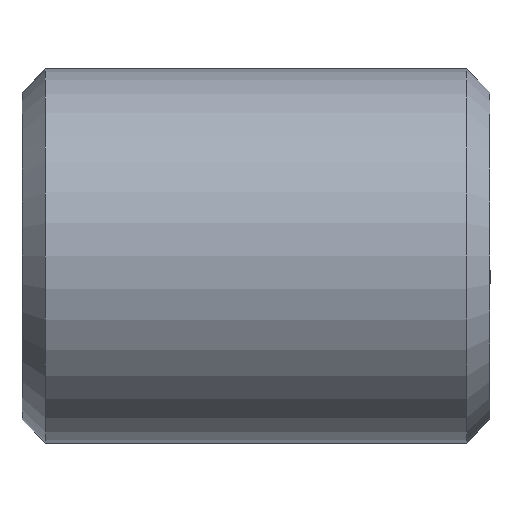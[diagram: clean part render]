
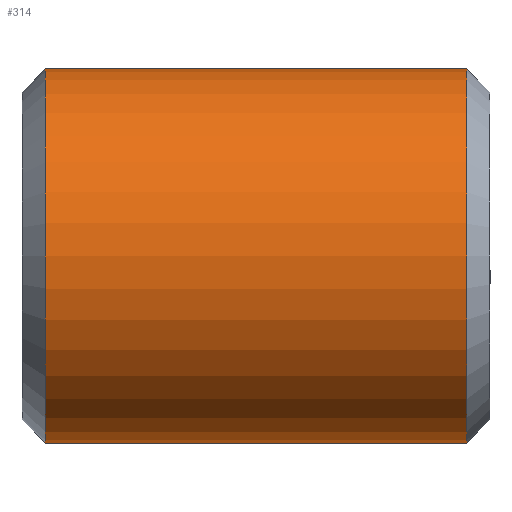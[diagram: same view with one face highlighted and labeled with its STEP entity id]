
A CAD part, front view. The second image highlights one B-rep face of the part: STEP entity #314.
In plain terms, the highlighted cylindrical face has radius 4 mm (diameter 8 mm), a partial arc.
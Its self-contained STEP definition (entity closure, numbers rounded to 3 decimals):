
#6 = AXIS2_PLACEMENT_3D ( 'NONE', #546, #219, #163 ) ;
#20 = DIRECTION ( 'NONE',  ( -1., 0., 0. ) ) ;
#31 = DIRECTION ( 'NONE',  ( 0., 0., 1. ) ) ;
#55 = VERTEX_POINT ( 'NONE', #462 ) ;
#61 = CIRCLE ( 'NONE', #6, 4. ) ;
#86 = VECTOR ( 'NONE', #271, 1000. ) ;
#116 = ORIENTED_EDGE ( 'NONE', *, *, #537, .T. ) ;
#133 = DIRECTION ( 'NONE',  ( -1., 0., 0. ) ) ;
#154 = LINE ( 'NONE', #229, #86 ) ;
#163 = DIRECTION ( 'NONE',  ( 0., 0., -1. ) ) ;
#164 = CIRCLE ( 'NONE', #392, 4. ) ;
#167 = CARTESIAN_POINT ( 'NONE',  ( -7.531, 0., 0. ) ) ;
#170 = CARTESIAN_POINT ( 'NONE',  ( 4.5, 0., -4. ) ) ;
#171 = ORIENTED_EDGE ( 'NONE', *, *, #292, .F. ) ;
#182 = VERTEX_POINT ( 'NONE', #170 ) ;
#185 = LINE ( 'NONE', #207, #249 ) ;
#190 = VERTEX_POINT ( 'NONE', #458 ) ;
#207 = CARTESIAN_POINT ( 'NONE',  ( -7.531, 0., -4. ) ) ;
#208 = DIRECTION ( 'NONE',  ( -1., 0., 0. ) ) ;
#211 = CARTESIAN_POINT ( 'NONE',  ( 4.5, 0., 0. ) ) ;
#219 = DIRECTION ( 'NONE',  ( 1., 0., 0. ) ) ;
#229 = CARTESIAN_POINT ( 'NONE',  ( -7.531, 0., 4. ) ) ;
#231 = CARTESIAN_POINT ( 'NONE',  ( 4.5, 0., 4. ) ) ;
#249 = VECTOR ( 'NONE', #133, 1000. ) ;
#271 = DIRECTION ( 'NONE',  ( -1., 0., 0. ) ) ;
#272 = FACE_OUTER_BOUND ( 'NONE', #500, .T. ) ;
#292 = EDGE_CURVE ( 'NONE', #182, #55, #185, .T. ) ;
#312 = EDGE_CURVE ( 'NONE', #524, #190, #154, .T. ) ;
#314 = ADVANCED_FACE ( 'NONE', ( #272 ), #359, .T. ) ;
#358 = EDGE_CURVE ( 'NONE', #182, #524, #164, .T. ) ;
#359 = CYLINDRICAL_SURFACE ( 'NONE', #369, 4. ) ;
#369 = AXIS2_PLACEMENT_3D ( 'NONE', #167, #208, #540 ) ;
#392 = AXIS2_PLACEMENT_3D ( 'NONE', #211, #20, #31 ) ;
#431 = ORIENTED_EDGE ( 'NONE', *, *, #358, .T. ) ;
#433 = ORIENTED_EDGE ( 'NONE', *, *, #312, .T. ) ;
#458 = CARTESIAN_POINT ( 'NONE',  ( -4.5, 0., 4. ) ) ;
#462 = CARTESIAN_POINT ( 'NONE',  ( -4.5, 0., -4. ) ) ;
#500 = EDGE_LOOP ( 'NONE', ( #171, #431, #433, #116 ) ) ;
#524 = VERTEX_POINT ( 'NONE', #231 ) ;
#537 = EDGE_CURVE ( 'NONE', #190, #55, #61, .T. ) ;
#540 = DIRECTION ( 'NONE',  ( 0., 0., 1. ) ) ;
#546 = CARTESIAN_POINT ( 'NONE',  ( -4.5, 0., 0. ) ) ;
